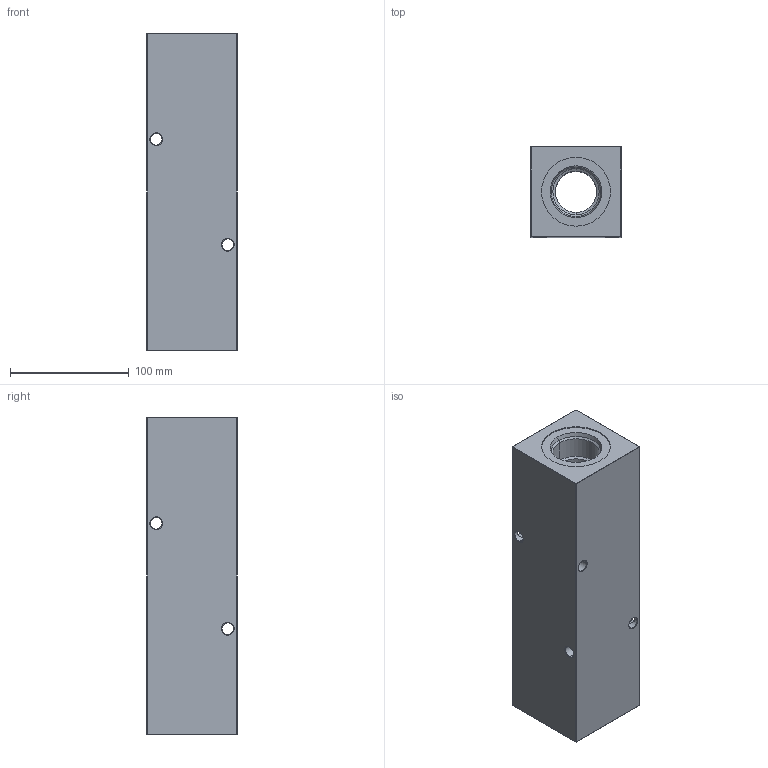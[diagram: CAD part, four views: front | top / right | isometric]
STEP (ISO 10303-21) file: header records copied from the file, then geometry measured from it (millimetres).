
FILE_DESCRIPTION (( 'STEP AP203' ), '1' );
FILE_NAME ('HM-3-0-S-20-12.STEP', '2020-10-28T12:42:30', ( '' ), ( '' ), 'SwSTEP 2.0', 'SolidWorks 2019', '' );
FILE_SCHEMA (( 'CONFIG_CONTROL_DESIGN' ));
Length unit declared in the file: inch
Products named in the file (1): HM-3-0-S-20-12
Bounding box: 76.2 x 76.2 x 266.7 mm (x, y, z)
Volume: 1220314.1 mm3; surface area: 130657.4 mm2
Topology: 1 solids, 1 shells, 530 faces, 1378 edges, 892 vertices
Faces by surface type: plane 237, bspline 203, cone 46, cylinder 44
Entity records: 26273 total; most frequent: CARTESIAN_POINT 14614, ORIENTED_EDGE 2756, DIRECTION 1690, EDGE_CURVE 1378, VERTEX_POINT 892, LINE 818, VECTOR 818, EDGE_LOOP 592
